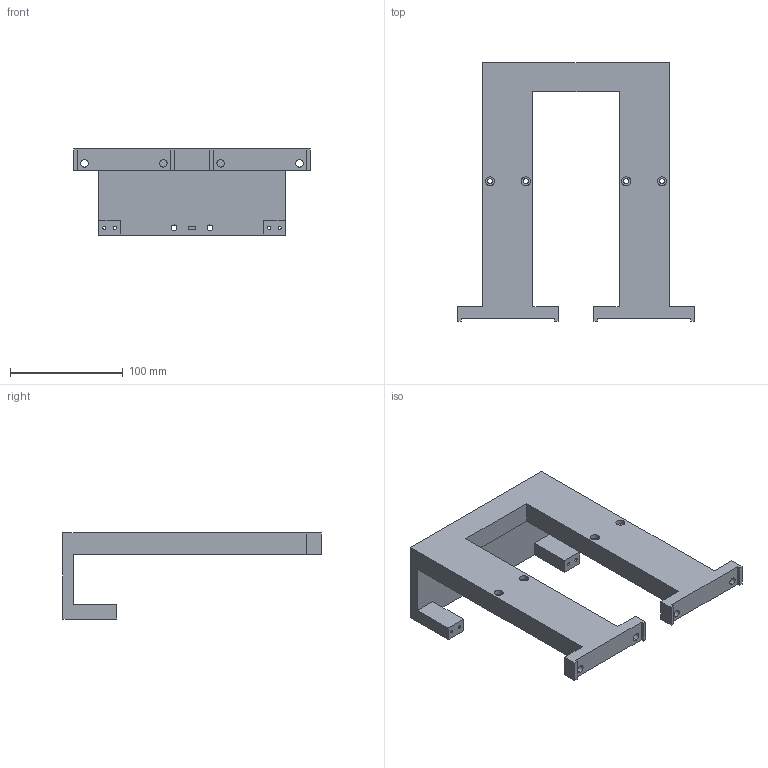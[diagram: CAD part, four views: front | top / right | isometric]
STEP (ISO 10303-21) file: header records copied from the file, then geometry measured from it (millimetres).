
FILE_DESCRIPTION (( 'STEP AP214' ), '1' );
FILE_NAME ('FrontSupport.STEP', '2021-07-27T21:57:52', ( '' ), ( '' ), 'SwSTEP 2.0', 'SolidWorks 2021', '' );
FILE_SCHEMA (( 'AUTOMOTIVE_DESIGN' ));
Length unit declared in the file: inch
Products named in the file (1): FrontSupport
Bounding box: 209.55 x 228.6 x 76.2 mm (x, y, z)
Volume: 540715.6 mm3; surface area: 101273.2 mm2
Topology: 2 solids, 2 shells, 102 faces, 270 edges, 172 vertices
Faces by surface type: cylinder 46, plane 44, cone 12
Entity records: 3489 total; most frequent: DIRECTION 564, CARTESIAN_POINT 537, ORIENTED_EDGE 524, EDGE_CURVE 262, AXIS2_PLACEMENT_3D 199, VERTEX_POINT 172, LINE 166, VECTOR 166
